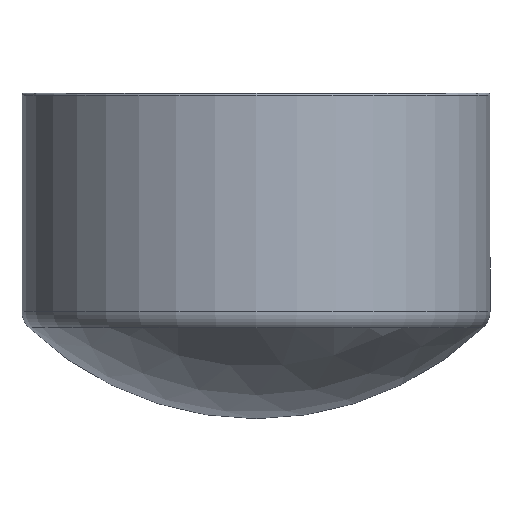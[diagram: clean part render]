
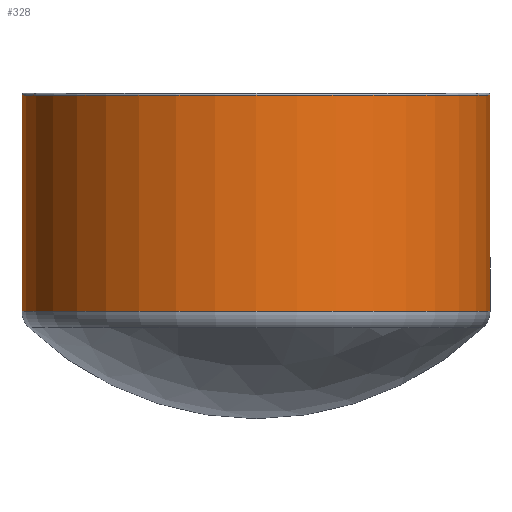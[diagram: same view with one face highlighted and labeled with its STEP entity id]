
A CAD part, left-side view. The second image highlights one B-rep face of the part: STEP entity #328.
In plain terms, the highlighted cylindrical face has radius 63.856 mm (diameter 127.711 mm), a partial arc.
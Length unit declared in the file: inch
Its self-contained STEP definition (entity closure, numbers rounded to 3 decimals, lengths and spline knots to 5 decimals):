
#7 = VERTEX_POINT ( 'NONE', #253 ) ;
#9 = EDGE_LOOP ( 'NONE', ( #250, #108, #133, #299 ) ) ;
#15 = CARTESIAN_POINT ( 'NONE',  ( 0., 0., 1.748 ) ) ;
#44 = EDGE_CURVE ( 'NONE', #402, #7, #206, .T. ) ;
#59 = DIRECTION ( 'NONE',  ( 0., 0., 1. ) ) ;
#61 = VERTEX_POINT ( 'NONE', #465 ) ;
#66 = DIRECTION ( 'NONE',  ( 0., 0., 1. ) ) ;
#71 = CARTESIAN_POINT ( 'NONE',  ( 0., 2.514, -0.59248 ) ) ;
#81 = CIRCLE ( 'NONE', #198, 2.514 ) ;
#97 = VECTOR ( 'NONE', #294, 39.37008 ) ;
#103 = DIRECTION ( 'NONE',  ( 0., 0., -1. ) ) ;
#108 = ORIENTED_EDGE ( 'NONE', *, *, #353, .T. ) ;
#133 = ORIENTED_EDGE ( 'NONE', *, *, #44, .T. ) ;
#144 = CARTESIAN_POINT ( 'NONE',  ( 0., -2.514, -0.59248 ) ) ;
#147 = VERTEX_POINT ( 'NONE', #71 ) ;
#154 = EDGE_CURVE ( 'NONE', #7, #61, #332, .T. ) ;
#171 = CARTESIAN_POINT ( 'NONE',  ( 0., 2.514, 1.748 ) ) ;
#198 = AXIS2_PLACEMENT_3D ( 'NONE', #300, #66, #214 ) ;
#206 = LINE ( 'NONE', #264, #259 ) ;
#214 = DIRECTION ( 'NONE',  ( 0., -1., 0. ) ) ;
#243 = DIRECTION ( 'NONE',  ( 0., -1., 0. ) ) ;
#250 = ORIENTED_EDGE ( 'NONE', *, *, #424, .F. ) ;
#253 = CARTESIAN_POINT ( 'NONE',  ( 0., -2.514, 1.72541 ) ) ;
#259 = VECTOR ( 'NONE', #507, 39.37008 ) ;
#260 = CARTESIAN_POINT ( 'NONE',  ( 0., 0., 1.72541 ) ) ;
#264 = CARTESIAN_POINT ( 'NONE',  ( 0., -2.514, 1.748 ) ) ;
#281 = CYLINDRICAL_SURFACE ( 'NONE', #431, 2.514 ) ;
#294 = DIRECTION ( 'NONE',  ( 0., 0., 1. ) ) ;
#299 = ORIENTED_EDGE ( 'NONE', *, *, #154, .T. ) ;
#300 = CARTESIAN_POINT ( 'NONE',  ( 0., 0., -0.59248 ) ) ;
#328 = ADVANCED_FACE ( 'NONE', ( #355 ), #281, .T. ) ;
#332 = CIRCLE ( 'NONE', #364, 2.514 ) ;
#353 = EDGE_CURVE ( 'NONE', #147, #402, #81, .T. ) ;
#355 = FACE_OUTER_BOUND ( 'NONE', #9, .T. ) ;
#364 = AXIS2_PLACEMENT_3D ( 'NONE', #260, #103, #468 ) ;
#384 = LINE ( 'NONE', #171, #97 ) ;
#402 = VERTEX_POINT ( 'NONE', #144 ) ;
#424 = EDGE_CURVE ( 'NONE', #147, #61, #384, .T. ) ;
#431 = AXIS2_PLACEMENT_3D ( 'NONE', #15, #59, #243 ) ;
#465 = CARTESIAN_POINT ( 'NONE',  ( 0., 2.514, 1.72541 ) ) ;
#468 = DIRECTION ( 'NONE',  ( 0., -1., 0. ) ) ;
#507 = DIRECTION ( 'NONE',  ( 0., 0., 1. ) ) ;
